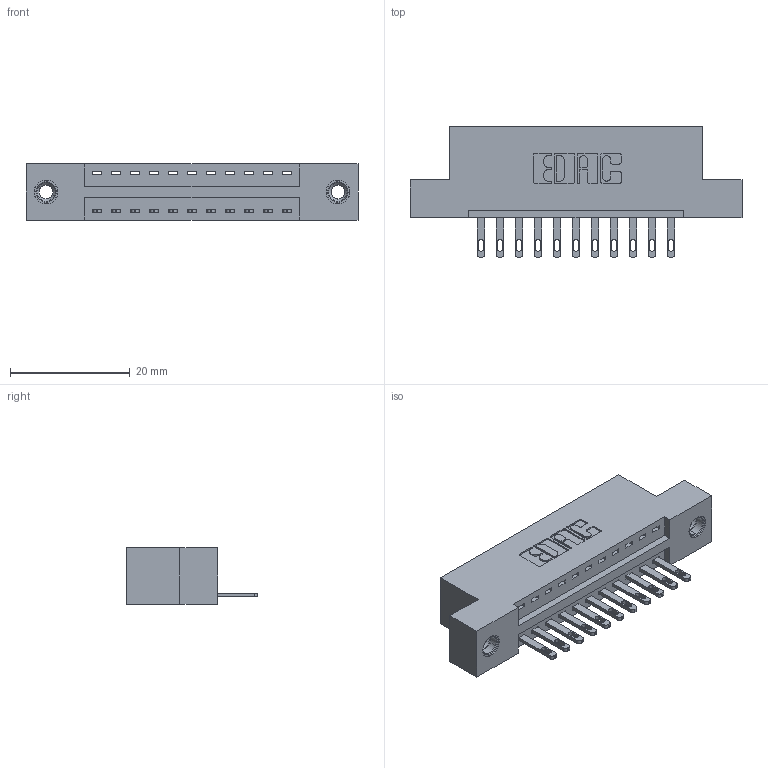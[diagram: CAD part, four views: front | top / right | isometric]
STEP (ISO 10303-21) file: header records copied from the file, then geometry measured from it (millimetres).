
FILE_DESCRIPTION (( 'STEP AP203' ), '1' );
FILE_NAME ('896-011-500-108.STEP', '2021-07-27T14:34:30', ( '' ), ( '' ), 'SwSTEP 2.0', 'SolidWorks 2020', '' );
FILE_SCHEMA (( 'CONFIG_CONTROL_DESIGN' ));
Length unit declared in the file: inch
Products named in the file (4): 896-011-500-108; 345-250-001_345-250-003-102; 846 Part_Flush Mounting Lugs - 0.156 Dia-TI; 345-292-001_345-293-100
Assembly tree (14 placements, depth 2):
  896-011-500-108
    846 Part_Flush Mounting Lugs - 0.156 Dia-TI
    345-292-001_345-293-100  x11
    345-250-001_345-250-003-102  x2
Bounding box: 55.5 x 21.84 x 9.4 mm (x, y, z)
Volume: 5099.2 mm3; surface area: 6086.2 mm2
Topology: 14 solids, 14 shells, 776 faces, 2313 edges, 1534 vertices
Faces by surface type: plane 482, cylinder 278, cone 12, torus 4
Entity records: 12116 total; most frequent: CARTESIAN_POINT 2068, ORIENTED_EDGE 2006, DIRECTION 1891, EDGE_CURVE 1003, VECTOR 803, LINE 803, VERTEX_POINT 664, AXIS2_PLACEMENT_3D 544
